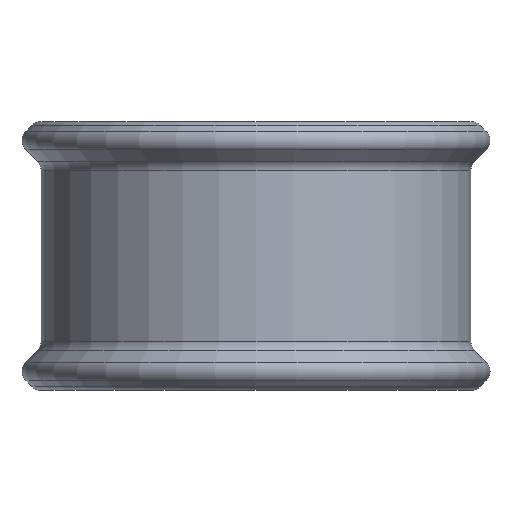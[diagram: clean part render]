
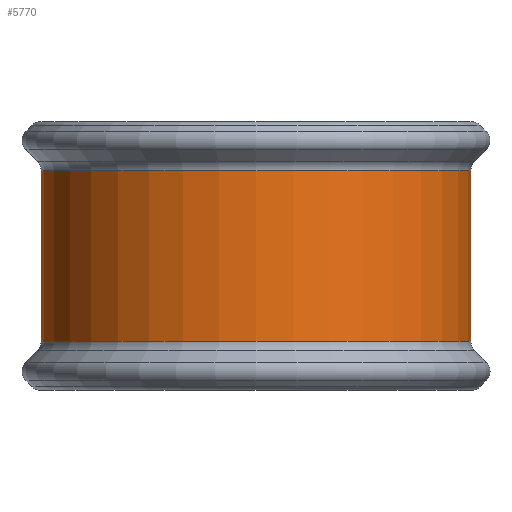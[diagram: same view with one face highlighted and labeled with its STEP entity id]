
A CAD part, front view. The second image highlights one B-rep face of the part: STEP entity #5770.
In plain terms, the highlighted cylindrical face has radius 12.509 mm (diameter 25.019 mm), a partial arc.
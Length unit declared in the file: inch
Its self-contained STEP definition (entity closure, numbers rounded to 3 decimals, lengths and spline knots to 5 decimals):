
#535 = CARTESIAN_POINT ( 'NONE',  ( -0.055, -0.844, -0.19579 ) ) ;
#553 = CARTESIAN_POINT ( 'NONE',  ( -0.055, -0.844, 0.19579 ) ) ;
#581 = DIRECTION ( 'NONE',  ( 0., 0., -1. ) ) ;
#686 = CARTESIAN_POINT ( 'NONE',  ( 0.4375, -0.844, -0.19579 ) ) ;
#776 = VECTOR ( 'NONE', #1627, 39.37008 ) ;
#837 = VECTOR ( 'NONE', #1471, 39.37008 ) ;
#987 = CARTESIAN_POINT ( 'NONE',  ( 0.4375, -0.3515, 0.19579 ) ) ;
#1080 = VERTEX_POINT ( 'NONE', #3296 ) ;
#1170 = DIRECTION ( 'NONE',  ( -1., 0., 0. ) ) ;
#1234 = AXIS2_PLACEMENT_3D ( 'NONE', #3424, #581, #3901 ) ;
#1251 = CARTESIAN_POINT ( 'NONE',  ( 0.4375, -0.3515, -0.19579 ) ) ;
#1399 = EDGE_CURVE ( 'NONE', #4633, #4730, #2023, .T. ) ;
#1471 = DIRECTION ( 'NONE',  ( 0., 0., 1. ) ) ;
#1505 = VERTEX_POINT ( 'NONE', #1251 ) ;
#1627 = DIRECTION ( 'NONE',  ( 0., 0., 1. ) ) ;
#1955 = CARTESIAN_POINT ( 'NONE',  ( 0.4375, -0.844, 0. ) ) ;
#2023 = LINE ( 'NONE', #3449, #776 ) ;
#2095 = CIRCLE ( 'NONE', #1234, 0.4925 ) ;
#2412 = AXIS2_PLACEMENT_3D ( 'NONE', #1955, #2890, #5281 ) ;
#2431 = EDGE_CURVE ( 'NONE', #1080, #4730, #2095, .T. ) ;
#2890 = DIRECTION ( 'NONE',  ( 0., 0., -1. ) ) ;
#3168 = EDGE_CURVE ( 'NONE', #1505, #1080, #5724, .T. ) ;
#3296 = CARTESIAN_POINT ( 'NONE',  ( 0.4375, -0.3515, 0.19579 ) ) ;
#3391 = ORIENTED_EDGE ( 'NONE', *, *, #3168, .T. ) ;
#3424 = CARTESIAN_POINT ( 'NONE',  ( 0.4375, -0.844, 0.19579 ) ) ;
#3449 = CARTESIAN_POINT ( 'NONE',  ( -0.055, -0.844, 0.19579 ) ) ;
#3846 = FACE_OUTER_BOUND ( 'NONE', #3902, .T. ) ;
#3901 = DIRECTION ( 'NONE',  ( -1., 0., 0. ) ) ;
#3902 = EDGE_LOOP ( 'NONE', ( #3391, #4157, #5087, #5248 ) ) ;
#3999 = DIRECTION ( 'NONE',  ( 0., 0., -1. ) ) ;
#4157 = ORIENTED_EDGE ( 'NONE', *, *, #2431, .T. ) ;
#4238 = EDGE_CURVE ( 'NONE', #1505, #4633, #5121, .T. ) ;
#4585 = AXIS2_PLACEMENT_3D ( 'NONE', #686, #3999, #1170 ) ;
#4633 = VERTEX_POINT ( 'NONE', #535 ) ;
#4730 = VERTEX_POINT ( 'NONE', #553 ) ;
#5087 = ORIENTED_EDGE ( 'NONE', *, *, #1399, .F. ) ;
#5121 = CIRCLE ( 'NONE', #4585, 0.4925 ) ;
#5248 = ORIENTED_EDGE ( 'NONE', *, *, #4238, .F. ) ;
#5281 = DIRECTION ( 'NONE',  ( -1., 0., 0. ) ) ;
#5724 = LINE ( 'NONE', #987, #837 ) ;
#5767 = CYLINDRICAL_SURFACE ( 'NONE', #2412, 0.4925 ) ;
#5770 = ADVANCED_FACE ( 'NONE', ( #3846 ), #5767, .T. ) ;
